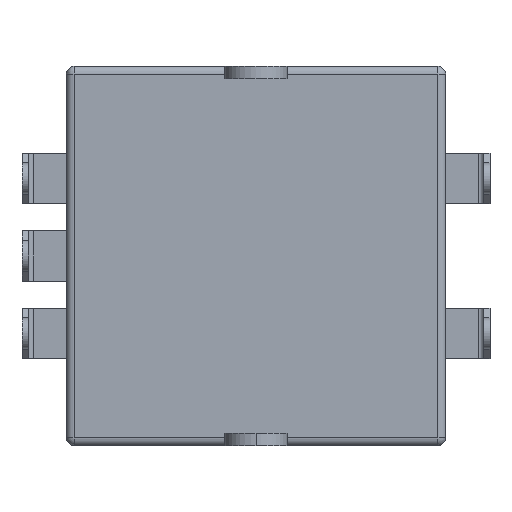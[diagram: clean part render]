
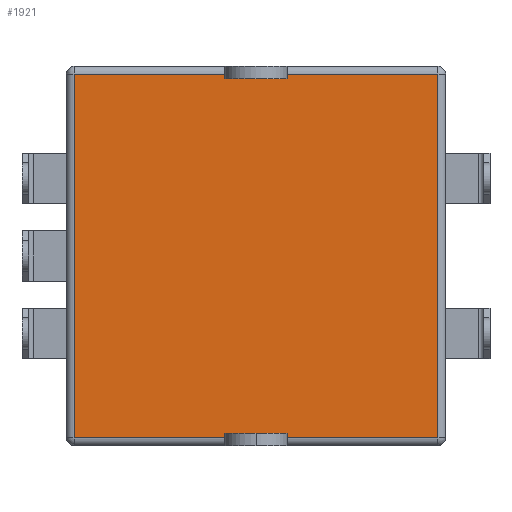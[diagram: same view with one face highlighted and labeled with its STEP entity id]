
A CAD part, front view. The second image highlights one B-rep face of the part: STEP entity #1921.
In plain terms, the highlighted planar face has unit normal (0, -1, 0).
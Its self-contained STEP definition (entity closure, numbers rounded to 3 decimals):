
#51=PLANE('',#2109);
#152=FACE_OUTER_BOUND('',#265,.T.);
#265=EDGE_LOOP('',(#1527,#1528,#1529,#1530,#1531,#1532,#1533,#1534,#1535,
#1536,#1537,#1538));
#437=LINE('',#3043,#642);
#440=LINE('',#3057,#645);
#443=LINE('',#3086,#648);
#445=LINE('',#3089,#650);
#462=LINE('',#3138,#667);
#463=LINE('',#3140,#668);
#467=LINE('',#3152,#672);
#468=LINE('',#3154,#673);
#469=LINE('',#3155,#674);
#470=LINE('',#3157,#675);
#471=LINE('',#3159,#676);
#472=LINE('',#3160,#677);
#642=VECTOR('',#2411,10.);
#645=VECTOR('',#2426,10.);
#648=VECTOR('',#2459,10.);
#650=VECTOR('',#2463,10.);
#667=VECTOR('',#2522,10.);
#668=VECTOR('',#2525,10.);
#672=VECTOR('',#2537,10.);
#673=VECTOR('',#2538,10.);
#674=VECTOR('',#2539,10.);
#675=VECTOR('',#2540,10.);
#676=VECTOR('',#2541,10.);
#677=VECTOR('',#2542,10.);
#932=VERTEX_POINT('',#3036);
#934=VERTEX_POINT('',#3041);
#935=VERTEX_POINT('',#3046);
#938=VERTEX_POINT('',#3053);
#945=VERTEX_POINT('',#3072);
#948=VERTEX_POINT('',#3079);
#950=VERTEX_POINT('',#3084);
#960=VERTEX_POINT('',#3134);
#965=VERTEX_POINT('',#3151);
#966=VERTEX_POINT('',#3153);
#967=VERTEX_POINT('',#3156);
#968=VERTEX_POINT('',#3158);
#1132=EDGE_CURVE('',#934,#932,#437,.T.);
#1139=EDGE_CURVE('',#935,#938,#440,.T.);
#1152=EDGE_CURVE('',#950,#948,#443,.T.);
#1154=EDGE_CURVE('',#948,#945,#445,.T.);
#1181=EDGE_CURVE('',#945,#960,#462,.T.);
#1182=EDGE_CURVE('',#932,#935,#463,.T.);
#1188=EDGE_CURVE('',#934,#965,#467,.T.);
#1189=EDGE_CURVE('',#965,#966,#468,.T.);
#1190=EDGE_CURVE('',#966,#960,#469,.T.);
#1191=EDGE_CURVE('',#950,#967,#470,.T.);
#1192=EDGE_CURVE('',#967,#968,#471,.T.);
#1193=EDGE_CURVE('',#968,#938,#472,.T.);
#1527=ORIENTED_EDGE('',*,*,#1139,.F.);
#1528=ORIENTED_EDGE('',*,*,#1182,.F.);
#1529=ORIENTED_EDGE('',*,*,#1132,.F.);
#1530=ORIENTED_EDGE('',*,*,#1188,.T.);
#1531=ORIENTED_EDGE('',*,*,#1189,.T.);
#1532=ORIENTED_EDGE('',*,*,#1190,.T.);
#1533=ORIENTED_EDGE('',*,*,#1181,.F.);
#1534=ORIENTED_EDGE('',*,*,#1154,.F.);
#1535=ORIENTED_EDGE('',*,*,#1152,.F.);
#1536=ORIENTED_EDGE('',*,*,#1191,.T.);
#1537=ORIENTED_EDGE('',*,*,#1192,.T.);
#1538=ORIENTED_EDGE('',*,*,#1193,.T.);
#1921=ADVANCED_FACE('',(#152),#51,.F.);
#2109=AXIS2_PLACEMENT_3D('',#3150,#2535,#2536);
#2411=DIRECTION('',(-1.,0.,0.));
#2426=DIRECTION('',(1.,0.,0.));
#2459=DIRECTION('',(1.,0.,0.));
#2463=DIRECTION('',(0.,0.,-1.));
#2522=DIRECTION('',(-1.,0.,0.));
#2525=DIRECTION('',(0.,0.,1.));
#2535=DIRECTION('center_axis',(0.,1.,0.));
#2536=DIRECTION('ref_axis',(1.,0.,0.));
#2537=DIRECTION('',(0.,0.,1.));
#2538=DIRECTION('',(1.,0.,0.));
#2539=DIRECTION('',(0.,0.,-1.));
#2540=DIRECTION('',(0.,0.,-1.));
#2541=DIRECTION('',(-1.,0.,0.));
#2542=DIRECTION('',(0.,0.,1.));
#3036=CARTESIAN_POINT('',(0.25,0.,0.25));
#3041=CARTESIAN_POINT('',(5.,0.,0.25));
#3043=CARTESIAN_POINT('',(9.,0.,0.25));
#3046=CARTESIAN_POINT('',(0.25,0.,11.75));
#3053=CARTESIAN_POINT('',(5.,0.,11.75));
#3057=CARTESIAN_POINT('',(3.,0.,11.75));
#3072=CARTESIAN_POINT('',(11.75,0.,0.25));
#3079=CARTESIAN_POINT('',(11.75,0.,11.75));
#3084=CARTESIAN_POINT('',(7.,0.,11.75));
#3086=CARTESIAN_POINT('',(3.,0.,11.75));
#3089=CARTESIAN_POINT('',(11.75,0.,9.));
#3134=CARTESIAN_POINT('',(7.,0.,0.25));
#3138=CARTESIAN_POINT('',(9.,0.,0.25));
#3140=CARTESIAN_POINT('',(0.25,0.,3.));
#3150=CARTESIAN_POINT('Origin',(6.,0.,6.));
#3151=CARTESIAN_POINT('',(5.,0.,0.4));
#3152=CARTESIAN_POINT('',(5.,0.,3.));
#3153=CARTESIAN_POINT('',(7.,0.,0.4));
#3154=CARTESIAN_POINT('',(6.,0.,0.4));
#3155=CARTESIAN_POINT('',(7.,0.,3.));
#3156=CARTESIAN_POINT('',(7.,0.,11.6));
#3157=CARTESIAN_POINT('',(7.,0.,9.));
#3158=CARTESIAN_POINT('',(5.,0.,11.6));
#3159=CARTESIAN_POINT('',(6.,0.,11.6));
#3160=CARTESIAN_POINT('',(5.,0.,9.));
